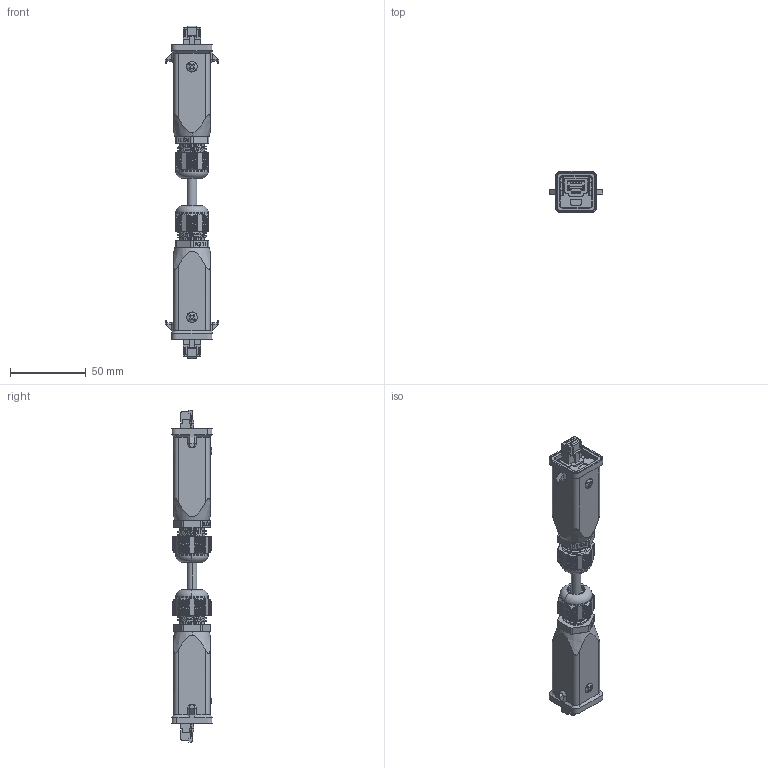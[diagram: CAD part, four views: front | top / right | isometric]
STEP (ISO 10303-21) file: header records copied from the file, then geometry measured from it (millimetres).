
FILE_DESCRIPTION(('Creo Elements/Direct Modeling STEP Export'),'2;1');
FILE_NAME('0ln7uvk4rlo5t774288','2019-07-11T16:23:42',(''),(''),'Creo Elements/Direct Modeling STEP processor for AP214 (Solid Model)','Creo Elements/Direct Modeling 20.1B 02-Apr-2019 (C) Parametric Technology GmbH','');
FILE_SCHEMA(('AUTOMOTIVE_DESIGN { 1 0 10303 214 1 1 1 1 }'));
Length unit declared in the file: millimetre
Products named in the file (7): CKG 03 VN.1; PG11.1.1; PG11.1; CWKxxJ2M8.stp
Assembly tree (6 placements, depth 3):
  CWKxxJ2M8.stp
    PG11.1
      PG11.1
    PG11.1.1
      PG11.1.1
    CKG 03 VN.1
      CKG 03 VN.1
Bounding box: 35.51 x 27.04 x 219.23 mm (x, y, z)
Volume: 40120.3 mm3; surface area: 46137.9 mm2
Topology: 1 solids, 5 shells, 1588 faces, 4696 edges, 3094 vertices
Faces by surface type: plane 954, cylinder 354, torus 120, cone 102, bspline 50, extrusion 4, sphere 4
Entity records: 83684 total; most frequent: CARTESIAN_POINT 30647, ORIENTED_EDGE 9366, DIRECTION 7312, EDGE_CURVE 4696, VERTEX_POINT 3094, VECTOR 2738, LINE 2734, AXIS2_PLACEMENT_3D 2287
